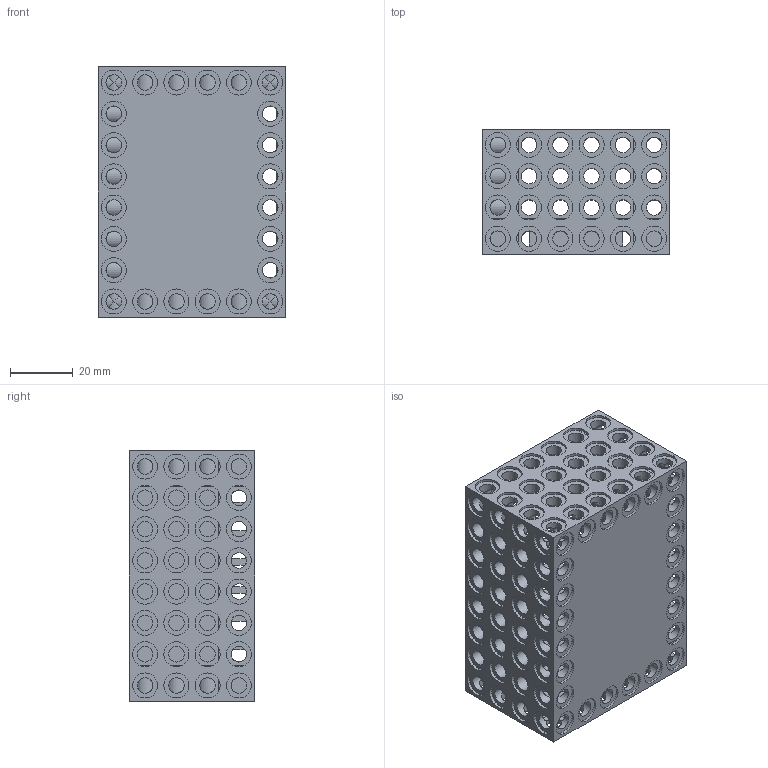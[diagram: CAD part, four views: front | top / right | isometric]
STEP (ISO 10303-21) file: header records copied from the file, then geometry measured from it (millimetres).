
FILE_DESCRIPTION(/* description */ (''),/* implementation_level */ '2;1');
FILE_NAME(/* name */ 'BAcA.stp',/* time_stamp */ '2019-02-21T18:44:10+01:00',/* author */ ('Varga Daniel'),/* organization */ (''),/* preprocessor_version */ 'ST-DEVELOPER v17.2',/* originating_system */ 'Autodesk Inventor 2019',/* authorisation */ '');
FILE_SCHEMA (('AUTOMOTIVE_DESIGN { 1 0 10303 214 3 1 1 }'));
Length unit declared in the file: millimetre
Products named in the file (1): BAcA
Bounding box: 60 x 40 x 80 mm (x, y, z)
Volume: 35430 mm3; surface area: 54614.5 mm2
Topology: 1 solids, 1 shells, 741 faces, 2307 edges, 1631 vertices
Faces by surface type: cylinder 426, plane 315
Full cylindrical faces by diameter (mm): 5 x194, 7 x48, 8 x118
Entity records: 27669 total; most frequent: DIRECTION 5314, CARTESIAN_POINT 4680, ORIENTED_EDGE 4614, EDGE_CURVE 2307, AXIS2_PLACEMENT_3D 2265, VERTEX_POINT 1631, CIRCLE 1188, EDGE_LOOP 1120
